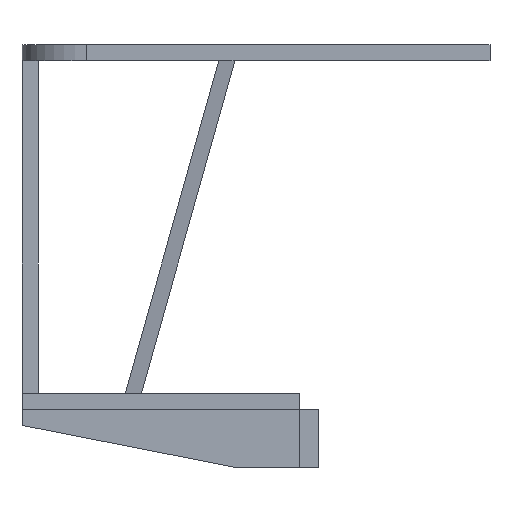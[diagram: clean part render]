
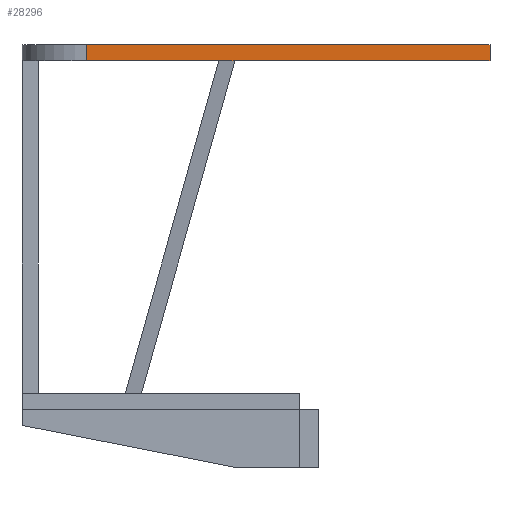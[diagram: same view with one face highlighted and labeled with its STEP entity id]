
A CAD part, left-side view. The second image highlights one B-rep face of the part: STEP entity #28296.
In plain terms, the highlighted planar face has unit normal (-1, 0, 0).
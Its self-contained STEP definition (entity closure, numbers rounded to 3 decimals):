
#6033 = B_SPLINE_SURFACE_WITH_KNOTS('',1,1,(
    (#6034,#6035)
    ,(#6036,#6037
    )),.UNSPECIFIED.,.F.,.F.,.F.,(2,2),(2,2),(0.,0.5),(0.,1.),
  .PIECEWISE_BEZIER_KNOTS.);
#6034 = CARTESIAN_POINT('',(-3.8,2.5,10.8));
#6035 = CARTESIAN_POINT('',(-2.5,5.4,0.5));
#6036 = CARTESIAN_POINT('',(-3.8,2.,10.8));
#6037 = CARTESIAN_POINT('',(-2.5,4.9,0.5));
#15140 = EDGE_CURVE('',#15141,#15143,#15145,.T.);
#15141 = VERTEX_POINT('',#15142);
#15142 = CARTESIAN_POINT('',(-3.8,2.5,10.8));
#15143 = VERTEX_POINT('',#15144);
#15144 = CARTESIAN_POINT('',(-3.8,2.,10.8));
#15145 = SURFACE_CURVE('',#15146,(#15150,#15157),.PCURVE_S1.);
#15146 = LINE('',#15147,#15148);
#15147 = CARTESIAN_POINT('',(-3.8,2.5,10.8));
#15148 = VECTOR('',#15149,1.);
#15149 = DIRECTION('',(0.,-1.,0.));
#15150 = PCURVE('',#6033,#15151);
#15151 = DEFINITIONAL_REPRESENTATION('',(#15152),#15156);
#15152 = LINE('',#15153,#15154);
#15153 = CARTESIAN_POINT('',(0.,0.));
#15154 = VECTOR('',#15155,1.);
#15155 = DIRECTION('',(1.,0.));
#15156 = ( GEOMETRIC_REPRESENTATION_CONTEXT(2) 
PARAMETRIC_REPRESENTATION_CONTEXT() REPRESENTATION_CONTEXT('2D SPACE',''
  ) );
#15157 = PCURVE('',#15158,#15163);
#15158 = PLANE('',#15159);
#15159 = AXIS2_PLACEMENT_3D('',#15160,#15161,#15162);
#15160 = CARTESIAN_POINT('',(-3.8,6.6,10.8));
#15161 = DIRECTION('',(1.,0.,0.));
#15162 = DIRECTION('',(0.,-1.,0.));
#15163 = DEFINITIONAL_REPRESENTATION('',(#15164),#15168);
#15164 = LINE('',#15165,#15166);
#15165 = CARTESIAN_POINT('',(4.1,0.));
#15166 = VECTOR('',#15167,1.);
#15167 = DIRECTION('',(1.,0.));
#15168 = ( GEOMETRIC_REPRESENTATION_CONTEXT(2) 
PARAMETRIC_REPRESENTATION_CONTEXT() REPRESENTATION_CONTEXT('2D SPACE',''
  ) );
#17416 = PLANE('',#17417);
#17417 = AXIS2_PLACEMENT_3D('',#17418,#17419,#17420);
#17418 = CARTESIAN_POINT('',(0.,2.252,10.8));
#17419 = DIRECTION('',(0.,0.,1.));
#17420 = DIRECTION('',(1.,0.,0.));
#28296 = ADVANCED_FACE('',(#28297),#15158,.F.);
#28297 = FACE_BOUND('',#28298,.F.);
#28298 = EDGE_LOOP('',(#28299,#28329,#28357,#28385,#28406,#28407));
#28299 = ORIENTED_EDGE('',*,*,#28300,.T.);
#28300 = EDGE_CURVE('',#28301,#28303,#28305,.T.);
#28301 = VERTEX_POINT('',#28302);
#28302 = CARTESIAN_POINT('',(-3.8,6.6,10.8));
#28303 = VERTEX_POINT('',#28304);
#28304 = CARTESIAN_POINT('',(-3.8,6.6,11.3));
#28305 = SURFACE_CURVE('',#28306,(#28310,#28317),.PCURVE_S1.);
#28306 = LINE('',#28307,#28308);
#28307 = CARTESIAN_POINT('',(-3.8,6.6,10.8));
#28308 = VECTOR('',#28309,1.);
#28309 = DIRECTION('',(0.,0.,1.));
#28310 = PCURVE('',#15158,#28311);
#28311 = DEFINITIONAL_REPRESENTATION('',(#28312),#28316);
#28312 = LINE('',#28313,#28314);
#28313 = CARTESIAN_POINT('',(0.,0.));
#28314 = VECTOR('',#28315,1.);
#28315 = DIRECTION('',(0.,-1.));
#28316 = ( GEOMETRIC_REPRESENTATION_CONTEXT(2) 
PARAMETRIC_REPRESENTATION_CONTEXT() REPRESENTATION_CONTEXT('2D SPACE',''
  ) );
#28317 = PCURVE('',#28318,#28323);
#28318 = CYLINDRICAL_SURFACE('',#28319,2.);
#28319 = AXIS2_PLACEMENT_3D('',#28320,#28321,#28322);
#28320 = CARTESIAN_POINT('',(-1.8,6.6,10.8));
#28321 = DIRECTION('',(0.,0.,-1.));
#28322 = DIRECTION('',(1.,0.,0.));
#28323 = DEFINITIONAL_REPRESENTATION('',(#28324),#28328);
#28324 = LINE('',#28325,#28326);
#28325 = CARTESIAN_POINT('',(-3.142,0.));
#28326 = VECTOR('',#28327,1.);
#28327 = DIRECTION('',(-0.,-1.));
#28328 = ( GEOMETRIC_REPRESENTATION_CONTEXT(2) 
PARAMETRIC_REPRESENTATION_CONTEXT() REPRESENTATION_CONTEXT('2D SPACE',''
  ) );
#28329 = ORIENTED_EDGE('',*,*,#28330,.T.);
#28330 = EDGE_CURVE('',#28303,#28331,#28333,.T.);
#28331 = VERTEX_POINT('',#28332);
#28332 = CARTESIAN_POINT('',(-3.8,-5.9,11.3));
#28333 = SURFACE_CURVE('',#28334,(#28338,#28345),.PCURVE_S1.);
#28334 = LINE('',#28335,#28336);
#28335 = CARTESIAN_POINT('',(-3.8,6.6,11.3));
#28336 = VECTOR('',#28337,1.);
#28337 = DIRECTION('',(0.,-1.,0.));
#28338 = PCURVE('',#15158,#28339);
#28339 = DEFINITIONAL_REPRESENTATION('',(#28340),#28344);
#28340 = LINE('',#28341,#28342);
#28341 = CARTESIAN_POINT('',(0.,-0.5));
#28342 = VECTOR('',#28343,1.);
#28343 = DIRECTION('',(1.,0.));
#28344 = ( GEOMETRIC_REPRESENTATION_CONTEXT(2) 
PARAMETRIC_REPRESENTATION_CONTEXT() REPRESENTATION_CONTEXT('2D SPACE',''
  ) );
#28345 = PCURVE('',#28346,#28351);
#28346 = PLANE('',#28347);
#28347 = AXIS2_PLACEMENT_3D('',#28348,#28349,#28350);
#28348 = CARTESIAN_POINT('',(0.,2.252,11.3));
#28349 = DIRECTION('',(0.,0.,1.));
#28350 = DIRECTION('',(1.,0.,0.));
#28351 = DEFINITIONAL_REPRESENTATION('',(#28352),#28356);
#28352 = LINE('',#28353,#28354);
#28353 = CARTESIAN_POINT('',(-3.8,4.348));
#28354 = VECTOR('',#28355,1.);
#28355 = DIRECTION('',(0.,-1.));
#28356 = ( GEOMETRIC_REPRESENTATION_CONTEXT(2) 
PARAMETRIC_REPRESENTATION_CONTEXT() REPRESENTATION_CONTEXT('2D SPACE',''
  ) );
#28357 = ORIENTED_EDGE('',*,*,#28358,.F.);
#28358 = EDGE_CURVE('',#28359,#28331,#28361,.T.);
#28359 = VERTEX_POINT('',#28360);
#28360 = CARTESIAN_POINT('',(-3.8,-5.9,10.8));
#28361 = SURFACE_CURVE('',#28362,(#28366,#28373),.PCURVE_S1.);
#28362 = LINE('',#28363,#28364);
#28363 = CARTESIAN_POINT('',(-3.8,-5.9,10.8));
#28364 = VECTOR('',#28365,1.);
#28365 = DIRECTION('',(0.,0.,1.));
#28366 = PCURVE('',#15158,#28367);
#28367 = DEFINITIONAL_REPRESENTATION('',(#28368),#28372);
#28368 = LINE('',#28369,#28370);
#28369 = CARTESIAN_POINT('',(12.5,0.));
#28370 = VECTOR('',#28371,1.);
#28371 = DIRECTION('',(0.,-1.));
#28372 = ( GEOMETRIC_REPRESENTATION_CONTEXT(2) 
PARAMETRIC_REPRESENTATION_CONTEXT() REPRESENTATION_CONTEXT('2D SPACE',''
  ) );
#28373 = PCURVE('',#28374,#28379);
#28374 = PLANE('',#28375);
#28375 = AXIS2_PLACEMENT_3D('',#28376,#28377,#28378);
#28376 = CARTESIAN_POINT('',(-3.8,-5.9,10.8));
#28377 = DIRECTION('',(0.,1.,0.));
#28378 = DIRECTION('',(1.,0.,0.));
#28379 = DEFINITIONAL_REPRESENTATION('',(#28380),#28384);
#28380 = LINE('',#28381,#28382);
#28381 = CARTESIAN_POINT('',(0.,0.));
#28382 = VECTOR('',#28383,1.);
#28383 = DIRECTION('',(0.,-1.));
#28384 = ( GEOMETRIC_REPRESENTATION_CONTEXT(2) 
PARAMETRIC_REPRESENTATION_CONTEXT() REPRESENTATION_CONTEXT('2D SPACE',''
  ) );
#28385 = ORIENTED_EDGE('',*,*,#28386,.F.);
#28386 = EDGE_CURVE('',#15143,#28359,#28387,.T.);
#28387 = SURFACE_CURVE('',#28388,(#28392,#28399),.PCURVE_S1.);
#28388 = LINE('',#28389,#28390);
#28389 = CARTESIAN_POINT('',(-3.8,6.6,10.8));
#28390 = VECTOR('',#28391,1.);
#28391 = DIRECTION('',(0.,-1.,0.));
#28392 = PCURVE('',#15158,#28393);
#28393 = DEFINITIONAL_REPRESENTATION('',(#28394),#28398);
#28394 = LINE('',#28395,#28396);
#28395 = CARTESIAN_POINT('',(0.,0.));
#28396 = VECTOR('',#28397,1.);
#28397 = DIRECTION('',(1.,0.));
#28398 = ( GEOMETRIC_REPRESENTATION_CONTEXT(2) 
PARAMETRIC_REPRESENTATION_CONTEXT() REPRESENTATION_CONTEXT('2D SPACE',''
  ) );
#28399 = PCURVE('',#17416,#28400);
#28400 = DEFINITIONAL_REPRESENTATION('',(#28401),#28405);
#28401 = LINE('',#28402,#28403);
#28402 = CARTESIAN_POINT('',(-3.8,4.348));
#28403 = VECTOR('',#28404,1.);
#28404 = DIRECTION('',(0.,-1.));
#28405 = ( GEOMETRIC_REPRESENTATION_CONTEXT(2) 
PARAMETRIC_REPRESENTATION_CONTEXT() REPRESENTATION_CONTEXT('2D SPACE',''
  ) );
#28406 = ORIENTED_EDGE('',*,*,#15140,.F.);
#28407 = ORIENTED_EDGE('',*,*,#28408,.F.);
#28408 = EDGE_CURVE('',#28301,#15141,#28409,.T.);
#28409 = SURFACE_CURVE('',#28410,(#28414,#28421),.PCURVE_S1.);
#28410 = LINE('',#28411,#28412);
#28411 = CARTESIAN_POINT('',(-3.8,6.6,10.8));
#28412 = VECTOR('',#28413,1.);
#28413 = DIRECTION('',(0.,-1.,0.));
#28414 = PCURVE('',#15158,#28415);
#28415 = DEFINITIONAL_REPRESENTATION('',(#28416),#28420);
#28416 = LINE('',#28417,#28418);
#28417 = CARTESIAN_POINT('',(0.,0.));
#28418 = VECTOR('',#28419,1.);
#28419 = DIRECTION('',(1.,0.));
#28420 = ( GEOMETRIC_REPRESENTATION_CONTEXT(2) 
PARAMETRIC_REPRESENTATION_CONTEXT() REPRESENTATION_CONTEXT('2D SPACE',''
  ) );
#28421 = PCURVE('',#28422,#28427);
#28422 = PLANE('',#28423);
#28423 = AXIS2_PLACEMENT_3D('',#28424,#28425,#28426);
#28424 = CARTESIAN_POINT('',(0.,2.252,10.8));
#28425 = DIRECTION('',(0.,0.,1.));
#28426 = DIRECTION('',(1.,0.,0.));
#28427 = DEFINITIONAL_REPRESENTATION('',(#28428),#28432);
#28428 = LINE('',#28429,#28430);
#28429 = CARTESIAN_POINT('',(-3.8,4.348));
#28430 = VECTOR('',#28431,1.);
#28431 = DIRECTION('',(0.,-1.));
#28432 = ( GEOMETRIC_REPRESENTATION_CONTEXT(2) 
PARAMETRIC_REPRESENTATION_CONTEXT() REPRESENTATION_CONTEXT('2D SPACE',''
  ) );
